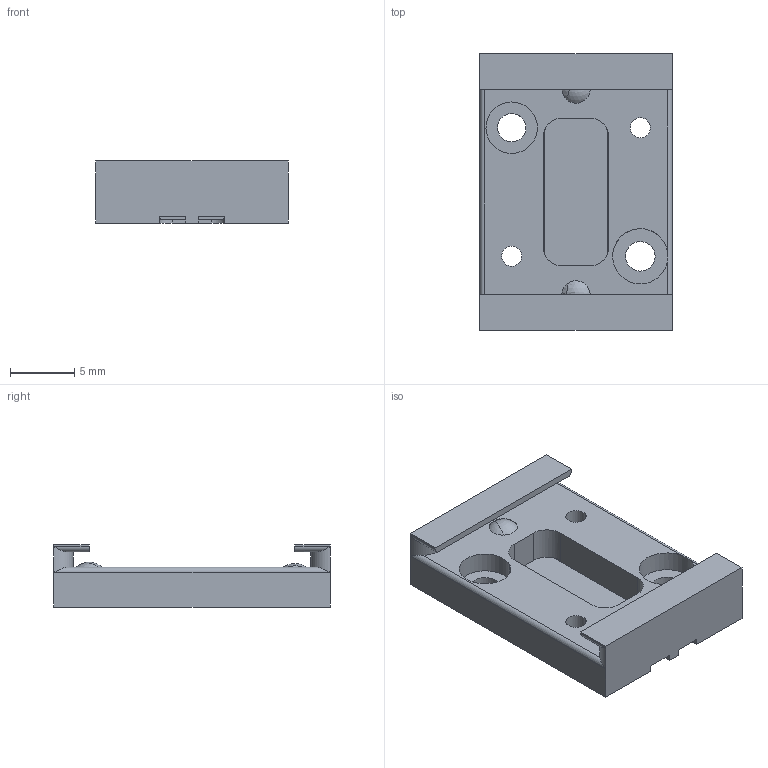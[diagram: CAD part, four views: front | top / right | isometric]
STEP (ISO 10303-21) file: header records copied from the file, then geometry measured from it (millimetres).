
FILE_DESCRIPTION(('CATIA V5 STEP Exchange'),'2;1');
FILE_NAME('RECOM.stp','2012-07-23T06:56:27+00:00',('none'),('none'),'CATIA Version 5 Release 20 SP 7 (IN-10)','CATIA V5 STEP AP214','none');
FILE_SCHEMA(('AUTOMOTIVE_DESIGN { 1 0 10303 214 1 1 1 1 }'));
Length unit declared in the file: millimetre
Products named in the file (1): RECOM
Bounding box: 15 x 21.5 x 4.85 mm (x, y, z)
Volume: 845.1 mm3; surface area: 1349.2 mm2
Topology: 1 solids, 2 shells, 101 faces, 299 edges, 184 vertices
Faces by surface type: plane 47, cylinder 38, sphere 12, cone 4
Entity records: 3301 total; most frequent: CARTESIAN_POINT 702, ORIENTED_EDGE 566, DIRECTION 418, EDGE_CURVE 283, VERTEX_POINT 184, VECTOR 173, LINE 173, AXIS2_PLACEMENT_3D 165
